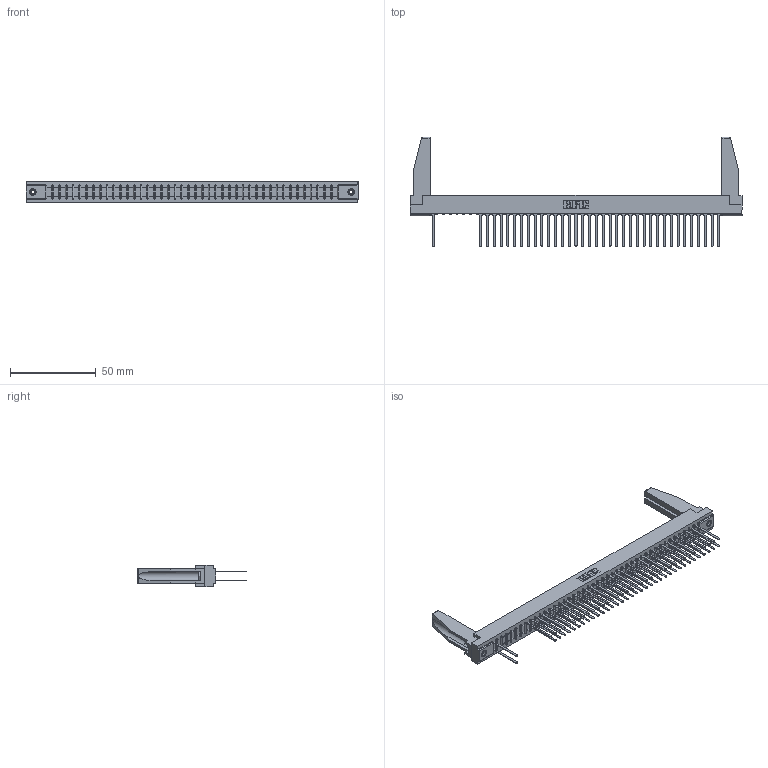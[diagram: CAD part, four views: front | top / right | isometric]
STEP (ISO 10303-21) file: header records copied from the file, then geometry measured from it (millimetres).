
FILE_DESCRIPTION (( 'STEP AP203' ), '1' );
FILE_NAME ('307-086-540-278.STEP', '2018-08-06T21:07:29', ( '' ), ( '' ), 'SwSTEP 2.0', 'SolidWorks 2016', '' );
FILE_SCHEMA (( 'CONFIG_CONTROL_DESIGN' ));
Length unit declared in the file: inch
Products named in the file (5): 345-250-001_345-250-001-102; 307-086-540-278; 307 Part_.156 Dia Mounting Holes; 307-290-001_540; 307-220-078
Assembly tree (78 placements, depth 2):
  307-086-540-278
    307 Part_.156 Dia Mounting Holes
    307-290-001_540  x73
    307-220-078  x2
    345-250-001_345-250-001-102  x2
Bounding box: 193.4 x 63.7 x 12.7 mm (x, y, z)
Volume: 24805.1 mm3; surface area: 30640.7 mm2
Topology: 78 solids, 78 shells, 3780 faces, 10559 edges, 6814 vertices
Faces by surface type: plane 2495, cylinder 1181, sphere 88, cone 12, torus 4
Entity records: 40107 total; most frequent: CARTESIAN_POINT 6624, ORIENTED_EDGE 6536, DIRECTION 6428, EDGE_CURVE 3268, LINE 2512, VECTOR 2512, VERTEX_POINT 2112, AXIS2_PLACEMENT_3D 1958
